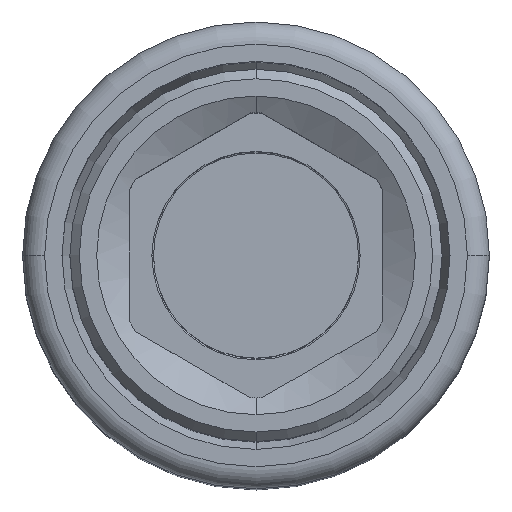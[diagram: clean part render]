
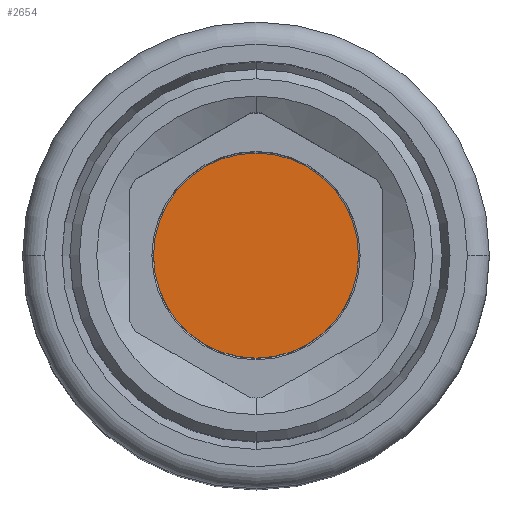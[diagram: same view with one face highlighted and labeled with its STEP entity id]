
A CAD part, top view. The second image highlights one B-rep face of the part: STEP entity #2654.
In plain terms, the highlighted planar face has unit normal (0, 0, 1).
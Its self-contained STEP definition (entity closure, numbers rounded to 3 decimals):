
#2587=CARTESIAN_POINT('',(0.,0.,46.5));
#2588=DIRECTION('',(0.,0.,1.));
#2589=DIRECTION('',(0.,1.,0.));
#2590=AXIS2_PLACEMENT_3D('',#2587,#2588,#2589);
#2592=CARTESIAN_POINT('',(0.,0.,46.5));
#2593=DIRECTION('',(0.,0.,-1.));
#2594=DIRECTION('',(0.,1.,0.));
#2595=AXIS2_PLACEMENT_3D('',#2592,#2593,#2594);
#2598=CARTESIAN_POINT('',(0.,3.25,46.5));
#2600=VERTEX_POINT('',#2598);
#2602=CARTESIAN_POINT('',(0.,-3.25,46.5));
#2604=VERTEX_POINT('',#2602);
#2645=CARTESIAN_POINT('',(0.,0.,46.5));
#2646=DIRECTION('',(0.,0.,-1.));
#2647=DIRECTION('',(0.,-1.,0.));
#2648=AXIS2_PLACEMENT_3D('',#2645,#2646,#2647);
#2649=PLANE('',#2648);
#2650=ORIENTED_EDGE('',*,*,#2624,.F.);
#2651=ORIENTED_EDGE('',*,*,#2640,.T.);
#2652=EDGE_LOOP('',(#2650,#2651));
#2653=FACE_OUTER_BOUND('',#2652,.F.);
#2654=ADVANCED_FACE('',(#2653),#2649,.F.);
#2591=CIRCLE('',#2590,3.25);
#2596=CIRCLE('',#2595,3.25);
#2624=EDGE_CURVE('',#2600,#2604,#2591,.T.);
#2640=EDGE_CURVE('',#2600,#2604,#2596,.T.);
